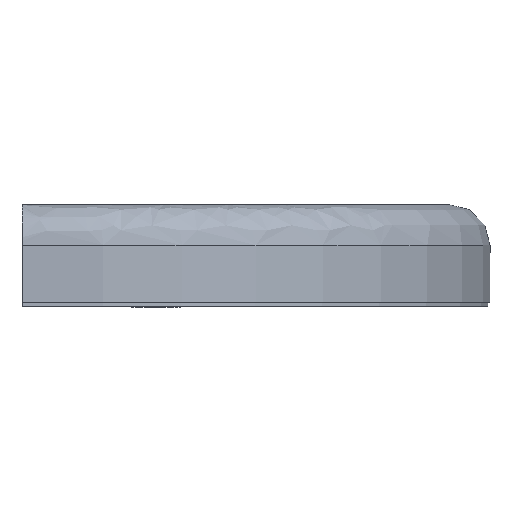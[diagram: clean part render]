
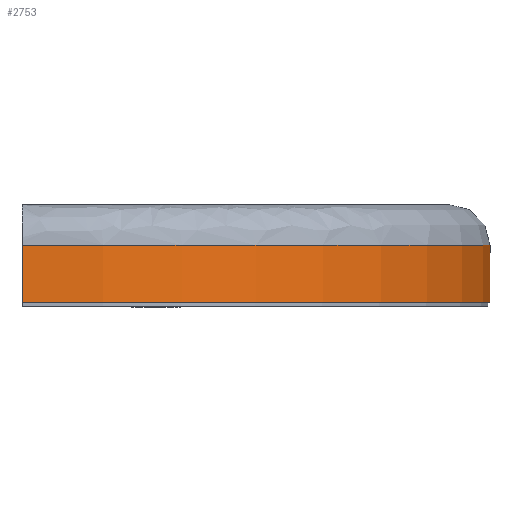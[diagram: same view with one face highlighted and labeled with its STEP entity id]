
A CAD part, front view. The second image highlights one B-rep face of the part: STEP entity #2753.
In plain terms, the highlighted cylindrical face has radius 115 mm (diameter 230 mm), a partial arc.
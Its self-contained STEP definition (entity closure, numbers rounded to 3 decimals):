
#274 = CARTESIAN_POINT ( 'NONE',  ( 0., -564.5, 397. ) ) ;
#397 = DIRECTION ( 'NONE',  ( 0., 0., 1. ) ) ;
#512 = CARTESIAN_POINT ( 'NONE',  ( 115., -449.5, 411. ) ) ;
#562 = DIRECTION ( 'NONE',  ( 0., 0., 1. ) ) ;
#672 = ORIENTED_EDGE ( 'NONE', *, *, #1726, .T. ) ;
#857 = CYLINDRICAL_SURFACE ( 'NONE', #3576, 115. ) ;
#882 = DIRECTION ( 'NONE',  ( 0., 0., -1. ) ) ;
#975 = EDGE_CURVE ( 'NONE', #2601, #1957, #3094, .T. ) ;
#1022 = CARTESIAN_POINT ( 'NONE',  ( 0., -449.5, 0. ) ) ;
#1078 = VERTEX_POINT ( 'NONE', #3990 ) ;
#1088 = LINE ( 'NONE', #2672, #3238 ) ;
#1097 = DIRECTION ( 'NONE',  ( 0., 0., 1. ) ) ;
#1175 = ORIENTED_EDGE ( 'NONE', *, *, #3536, .T. ) ;
#1272 = ORIENTED_EDGE ( 'NONE', *, *, #975, .T. ) ;
#1380 = DIRECTION ( 'NONE',  ( 0., 0., 1. ) ) ;
#1690 = AXIS2_PLACEMENT_3D ( 'NONE', #2021, #1380, #3224 ) ;
#1726 = EDGE_CURVE ( 'NONE', #1078, #2601, #2330, .T. ) ;
#1942 = DIRECTION ( 'NONE',  ( 1., 0., 0. ) ) ;
#1957 = VERTEX_POINT ( 'NONE', #3720 ) ;
#2021 = CARTESIAN_POINT ( 'NONE',  ( 0., -449.5, 397. ) ) ;
#2059 = EDGE_LOOP ( 'NONE', ( #1272, #1175, #3752, #672 ) ) ;
#2330 = LINE ( 'NONE', #3980, #2852 ) ;
#2601 = VERTEX_POINT ( 'NONE', #274 ) ;
#2672 = CARTESIAN_POINT ( 'NONE',  ( 115., -449.5, 0. ) ) ;
#2752 = DIRECTION ( 'NONE',  ( -0.011, -1., 0. ) ) ;
#2753 = ADVANCED_FACE ( 'NONE', ( #3187 ), #857, .T. ) ;
#2852 = VECTOR ( 'NONE', #882, 1000. ) ;
#3094 = CIRCLE ( 'NONE', #1690, 115. ) ;
#3108 = EDGE_CURVE ( 'NONE', #1078, #4037, #3630, .T. ) ;
#3187 = FACE_OUTER_BOUND ( 'NONE', #2059, .T. ) ;
#3224 = DIRECTION ( 'NONE',  ( 1., 0., 0. ) ) ;
#3238 = VECTOR ( 'NONE', #1097, 1000. ) ;
#3536 = EDGE_CURVE ( 'NONE', #1957, #4037, #1088, .T. ) ;
#3576 = AXIS2_PLACEMENT_3D ( 'NONE', #1022, #397, #1942 ) ;
#3630 = CIRCLE ( 'NONE', #4008, 115. ) ;
#3720 = CARTESIAN_POINT ( 'NONE',  ( 115., -449.5, 397. ) ) ;
#3752 = ORIENTED_EDGE ( 'NONE', *, *, #3108, .F. ) ;
#3976 = CARTESIAN_POINT ( 'NONE',  ( 0., -449.5, 411. ) ) ;
#3980 = CARTESIAN_POINT ( 'NONE',  ( 0., -564.5, 0. ) ) ;
#3990 = CARTESIAN_POINT ( 'NONE',  ( 0., -564.5, 411. ) ) ;
#4008 = AXIS2_PLACEMENT_3D ( 'NONE', #3976, #562, #2752 ) ;
#4037 = VERTEX_POINT ( 'NONE', #512 ) ;
